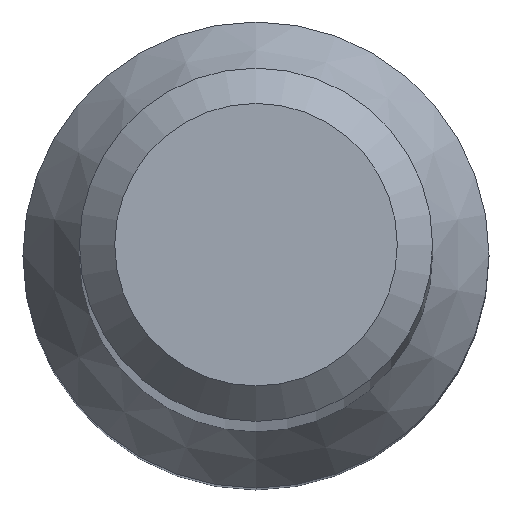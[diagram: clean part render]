
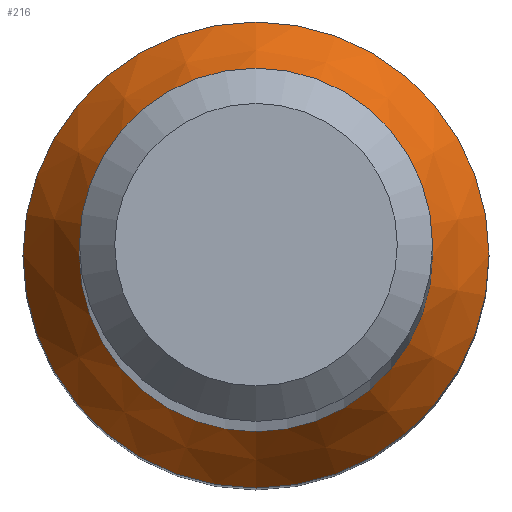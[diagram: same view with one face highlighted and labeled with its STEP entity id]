
A CAD part, top view. The second image highlights one B-rep face of the part: STEP entity #216.
In plain terms, the highlighted conical face has half-angle 30 degrees and reference radius 2.639 mm.
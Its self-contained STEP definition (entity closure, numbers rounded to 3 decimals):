
#2 = FACE_OUTER_BOUND ( 'NONE', #18, .T. ) ;
#8 = EDGE_CURVE ( 'NONE', #28, #28, #123, .T. ) ;
#18 = EDGE_LOOP ( 'NONE', ( #240 ) ) ;
#21 = CARTESIAN_POINT ( 'NONE',  ( 0., 0., 12.885 ) ) ;
#28 = VERTEX_POINT ( 'NONE', #166 ) ;
#29 = CARTESIAN_POINT ( 'NONE',  ( 0., 0., 13.992 ) ) ;
#30 = VERTEX_POINT ( 'NONE', #80 ) ;
#32 = CIRCLE ( 'NONE', #48, 2. ) ;
#48 = AXIS2_PLACEMENT_3D ( 'NONE', #29, #148, #135 ) ;
#53 = ORIENTED_EDGE ( 'NONE', *, *, #171, .T. ) ;
#80 = CARTESIAN_POINT ( 'NONE',  ( 0., 2., 13.992 ) ) ;
#94 = CARTESIAN_POINT ( 'NONE',  ( 0., 0., 12.885 ) ) ;
#107 = DIRECTION ( 'NONE',  ( 0., 1., 0. ) ) ;
#123 = CIRCLE ( 'NONE', #159, 2.639 ) ;
#134 = AXIS2_PLACEMENT_3D ( 'NONE', #94, #144, #221 ) ;
#135 = DIRECTION ( 'NONE',  ( 0., 1., 0. ) ) ;
#144 = DIRECTION ( 'NONE',  ( 0., 0., -1. ) ) ;
#148 = DIRECTION ( 'NONE',  ( 0., 0., -1. ) ) ;
#159 = AXIS2_PLACEMENT_3D ( 'NONE', #21, #199, #107 ) ;
#166 = CARTESIAN_POINT ( 'NONE',  ( 0., 2.639, 12.885 ) ) ;
#171 = EDGE_CURVE ( 'NONE', #30, #30, #32, .T. ) ;
#180 = EDGE_LOOP ( 'NONE', ( #53 ) ) ;
#183 = FACE_BOUND ( 'NONE', #180, .T. ) ;
#199 = DIRECTION ( 'NONE',  ( 0., 0., -1. ) ) ;
#202 = CONICAL_SURFACE ( 'NONE', #134, 2.639, 0.524 ) ;
#216 = ADVANCED_FACE ( 'NONE', ( #183, #2 ), #202, .T. ) ;
#221 = DIRECTION ( 'NONE',  ( 0., 1., 0. ) ) ;
#240 = ORIENTED_EDGE ( 'NONE', *, *, #8, .F. ) ;
